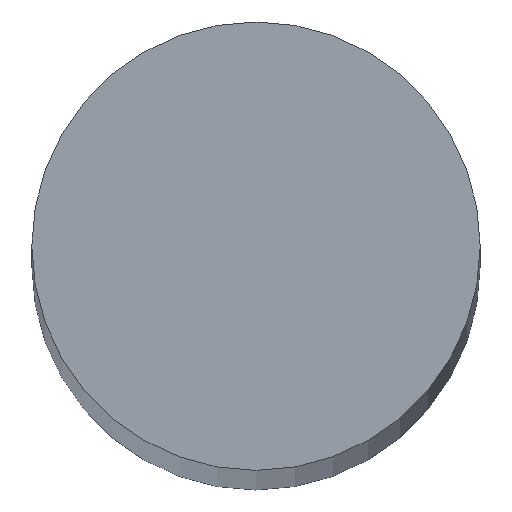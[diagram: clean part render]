
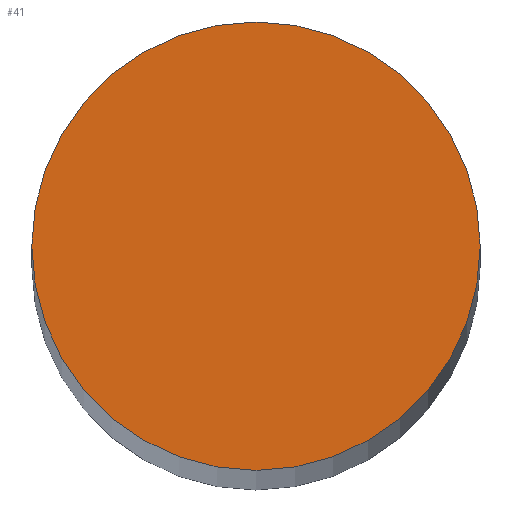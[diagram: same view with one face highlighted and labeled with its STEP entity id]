
A CAD part, top view. The second image highlights one B-rep face of the part: STEP entity #41.
In plain terms, the highlighted planar face has unit normal (0, 0, 1).
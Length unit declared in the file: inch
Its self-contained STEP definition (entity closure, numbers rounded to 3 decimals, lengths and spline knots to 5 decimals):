
#20=FACE_OUTER_BOUND('',#23,.T.);
#23=EDGE_LOOP('',(#36));
#25=CIRCLE('',#59,0.0625);
#27=VERTEX_POINT('',#79);
#29=EDGE_CURVE('',#27,#27,#25,.T.);
#36=ORIENTED_EDGE('',*,*,#29,.T.);
#38=PLANE('',#60);
#41=ADVANCED_FACE('',(#20),#38,.T.);
#59=AXIS2_PLACEMENT_3D('',#80,#69,#70);
#60=AXIS2_PLACEMENT_3D('',#82,#72,#73);
#69=DIRECTION('center_axis',(0.,0.,1.));
#70=DIRECTION('ref_axis',(1.,0.,0.));
#72=DIRECTION('center_axis',(0.,0.,1.));
#73=DIRECTION('ref_axis',(1.,0.,0.));
#79=CARTESIAN_POINT('',(-0.0625,0.,1.325));
#80=CARTESIAN_POINT('Origin',(0.,0.,1.325));
#82=CARTESIAN_POINT('Origin',(0.,0.,1.325));
